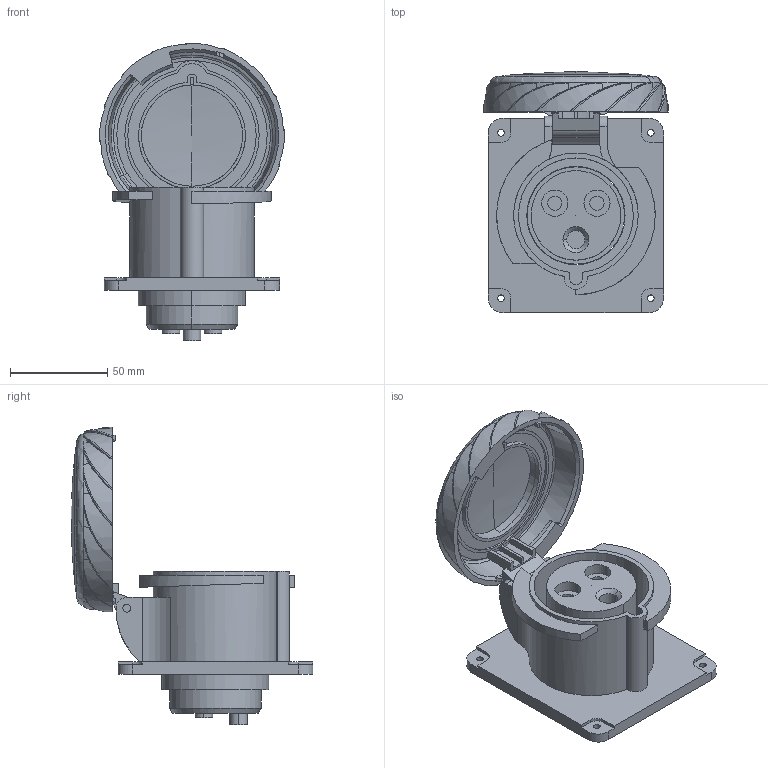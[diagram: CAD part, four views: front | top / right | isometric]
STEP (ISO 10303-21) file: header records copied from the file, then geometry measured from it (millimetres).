
FILE_DESCRIPTION((''),'2;1');
FILE_NAME('PKF32G723_3D-SIMPLIFIED_ASM','2023-02-14T13:10:46',('melanie.cordero'),(''),'CREO PARAMETRIC BY PTC INC, 2018260','CREO PARAMETRIC BY PTC INC, 2018260','');
FILE_SCHEMA(('CONFIG_CONTROL_DESIGN'));
Length unit declared in the file: millimetre
Products named in the file (6): PRT4_1; PRT4_2; PRT4_3; PRT4_4; PRT4_5; PKF32G723_3D-SIMPLIFIED_ASM
Assembly tree (5 placements, depth 2):
  PKF32G723_3D-SIMPLIFIED_ASM
    PRT4_1
    PRT4_2
    PRT4_3
    PRT4_4
    PRT4_5
Bounding box: 94.9 x 124.03 x 152.85 mm (x, y, z)
Volume: 246344.1 mm3; surface area: 93513.1 mm2
Topology: 5 solids, 5 shells, 348 faces, 952 edges, 628 vertices
Faces by surface type: cylinder 128, plane 112, bspline 74, torus 14, cone 12, sphere 8
Entity records: 16563 total; most frequent: CARTESIAN_POINT 7936, ORIENTED_EDGE 1888, DIRECTION 1674, EDGE_CURVE 944, AXIS2_PLACEMENT_3D 672, VERTEX_POINT 628, EDGE_LOOP 390, CIRCLE 387
